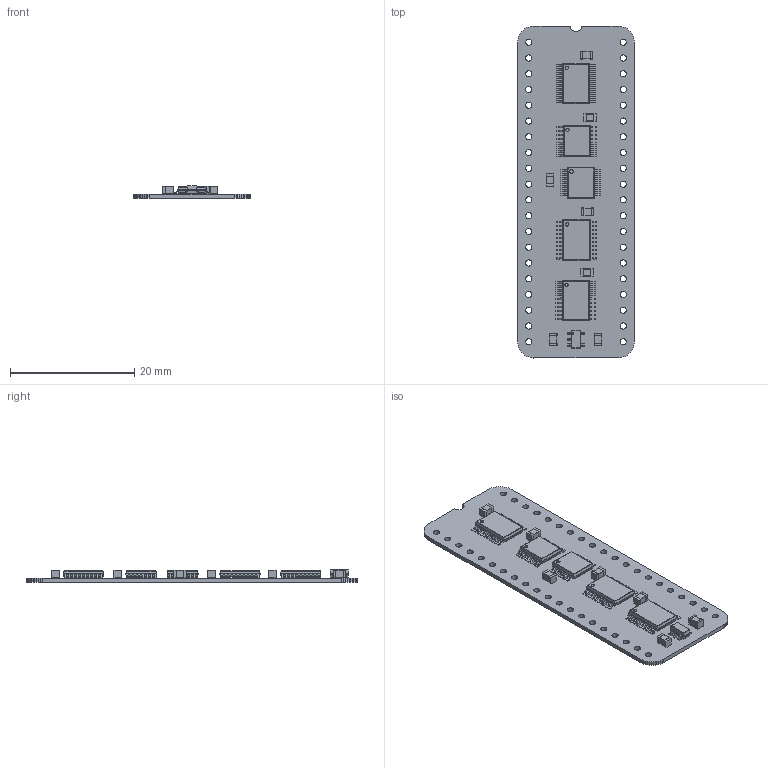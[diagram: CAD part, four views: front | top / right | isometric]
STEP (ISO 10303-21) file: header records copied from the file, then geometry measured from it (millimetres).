
FILE_DESCRIPTION(('KiCad electronic assembly'),'2;1');
FILE_NAME('Main Memory Channel.step','2024-05-15T11:45:44',('Pcbnew'),( 'Kicad'),'Open CASCADE STEP processor 7.6','KiCad to STEP converter' ,'Unknown');
FILE_SCHEMA(('AUTOMOTIVE_DESIGN { 1 0 10303 214 1 1 1 1 }'));
Length unit declared in the file: millimetre
Products named in the file (12): Main Memory Channel 1; MC74VHC139DR2G; COMPOUND; C_0805_2012Metric; SOLID; 74LVC273PW,118; 74LVC74APW,118; AP7365-33WG-7; Main Memory Channel PCB
Assembly tree (19 placements, depth 3):
  Main Memory Channel 1
    MC74VHC139DR2G
      COMPOUND
    C_0805_2012Metric  x7
      SOLID
    74LVC273PW,118  x3
      COMPOUND
    74LVC74APW,118
      COMPOUND
    AP7365-33WG-7
      COMPOUND
    Main Memory Channel PCB
Bounding box: 18.8 x 53.49 x 2.03 mm (x, y, z)
Volume: 811.7 mm3; surface area: 2658 mm2
Topology: 109 solids, 109 shells, 1689 faces, 4257 edges, 2806 vertices
Faces by surface type: plane 1226, cylinder 463
Full cylindrical faces by diameter (mm): 0.2 x1, 0.55 x5, 1 x40
Entity records: 61464 total; most frequent: CARTESIAN_POINT 11858, DIRECTION 9320, LINE 6241, VECTOR 6241, ORIENTED_EDGE 4822, PCURVE 4822, DEFINITIONAL_REPRESENTATION 4822, EDGE_CURVE 2411
